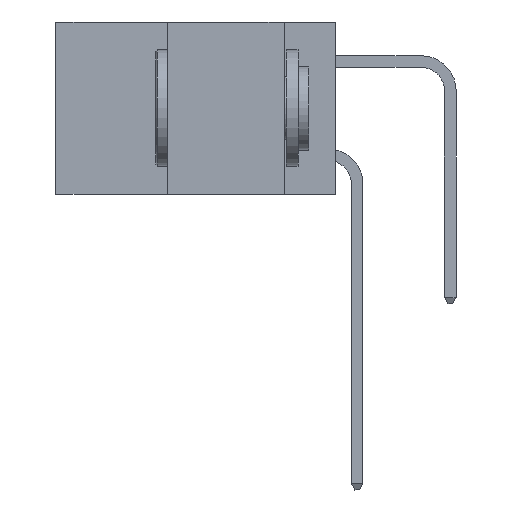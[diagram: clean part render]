
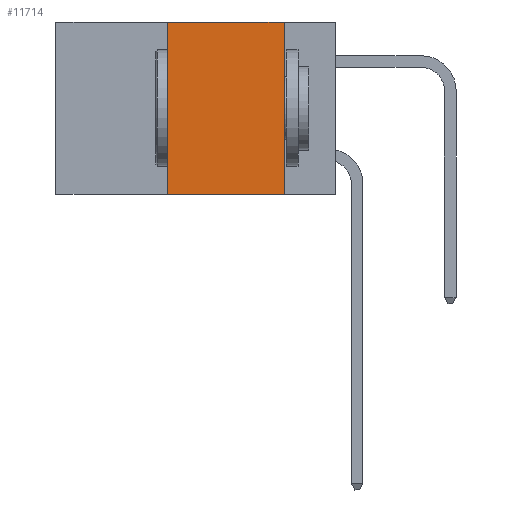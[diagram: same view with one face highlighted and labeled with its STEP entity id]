
A CAD part, left-side view. The second image highlights one B-rep face of the part: STEP entity #11714.
In plain terms, the highlighted planar face has unit normal (-1, 0, 0).
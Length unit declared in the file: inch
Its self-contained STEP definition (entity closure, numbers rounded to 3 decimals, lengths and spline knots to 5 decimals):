
#311 = CARTESIAN_POINT ( 'NONE',  ( 0., 0.36, -0.37 ) ) ;
#1242 = VERTEX_POINT ( 'NONE', #7920 ) ;
#1257 = DIRECTION ( 'NONE',  ( 0., 0., -1. ) ) ;
#1361 = CARTESIAN_POINT ( 'NONE',  ( 0., 0.6, -0.37 ) ) ;
#1426 = EDGE_CURVE ( 'NONE', #1242, #9518, #3844, .T. ) ;
#2559 = LINE ( 'NONE', #11837, #8368 ) ;
#2847 = ORIENTED_EDGE ( 'NONE', *, *, #8509, .T. ) ;
#3207 = VERTEX_POINT ( 'NONE', #7342 ) ;
#3844 = LINE ( 'NONE', #13306, #13437 ) ;
#3948 = ORIENTED_EDGE ( 'NONE', *, *, #9539, .F. ) ;
#4808 = DIRECTION ( 'NONE',  ( 0., -1., 0. ) ) ;
#5003 = VECTOR ( 'NONE', #4808, 39.37008 ) ;
#5191 = VECTOR ( 'NONE', #7712, 39.37008 ) ;
#5580 = LINE ( 'NONE', #7552, #5191 ) ;
#6696 = DIRECTION ( 'NONE',  ( 0., 0., -1. ) ) ;
#7342 = CARTESIAN_POINT ( 'NONE',  ( 0., 0.11, -0.37 ) ) ;
#7552 = CARTESIAN_POINT ( 'NONE',  ( 0., 0.36, 0. ) ) ;
#7593 = PLANE ( 'NONE',  #7671 ) ;
#7671 = AXIS2_PLACEMENT_3D ( 'NONE', #10049, #11357, #1257 ) ;
#7712 = DIRECTION ( 'NONE',  ( 0., 0., 1. ) ) ;
#7890 = EDGE_LOOP ( 'NONE', ( #3948, #14667, #15709, #2847 ) ) ;
#7920 = CARTESIAN_POINT ( 'NONE',  ( 0., 0.36, 0. ) ) ;
#8368 = VECTOR ( 'NONE', #6696, 39.37008 ) ;
#8509 = EDGE_CURVE ( 'NONE', #11464, #3207, #12005, .T. ) ;
#9518 = VERTEX_POINT ( 'NONE', #14623 ) ;
#9539 = EDGE_CURVE ( 'NONE', #9518, #3207, #2559, .T. ) ;
#10049 = CARTESIAN_POINT ( 'NONE',  ( 0., 0.6, 0. ) ) ;
#10106 = FACE_OUTER_BOUND ( 'NONE', #7890, .T. ) ;
#11357 = DIRECTION ( 'NONE',  ( 1., 0., 0. ) ) ;
#11464 = VERTEX_POINT ( 'NONE', #311 ) ;
#11714 = ADVANCED_FACE ( 'NONE', ( #10106 ), #7593, .F. ) ;
#11837 = CARTESIAN_POINT ( 'NONE',  ( 0., 0.11, 0. ) ) ;
#12005 = LINE ( 'NONE', #1361, #5003 ) ;
#12359 = EDGE_CURVE ( 'NONE', #11464, #1242, #5580, .T. ) ;
#13306 = CARTESIAN_POINT ( 'NONE',  ( 0., 0.6, 0. ) ) ;
#13437 = VECTOR ( 'NONE', #16043, 39.37008 ) ;
#14623 = CARTESIAN_POINT ( 'NONE',  ( 0., 0.11, 0. ) ) ;
#14667 = ORIENTED_EDGE ( 'NONE', *, *, #1426, .F. ) ;
#15709 = ORIENTED_EDGE ( 'NONE', *, *, #12359, .F. ) ;
#16043 = DIRECTION ( 'NONE',  ( 0., -1., 0. ) ) ;
